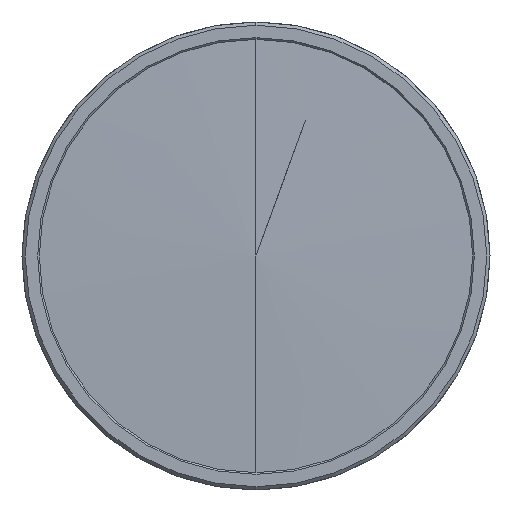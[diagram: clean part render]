
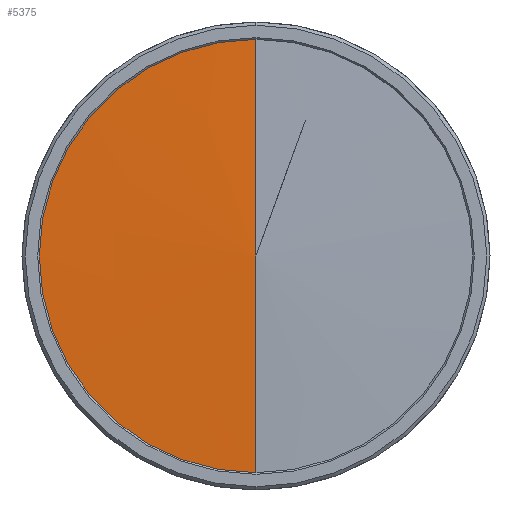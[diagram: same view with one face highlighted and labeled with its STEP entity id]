
A CAD part, left-side view. The second image highlights one B-rep face of the part: STEP entity #5375.
In plain terms, the highlighted conical face has half-angle 88.292 degrees and reference radius 69.012 mm.
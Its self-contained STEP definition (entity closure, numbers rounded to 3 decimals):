
#24 = AXIS2_PLACEMENT_3D ( 'NONE', #5247, #135, #3879 ) ;
#94 = CARTESIAN_POINT ( 'NONE',  ( 0., 0., 0. ) ) ;
#135 = DIRECTION ( 'NONE',  ( 1., 0., 0. ) ) ;
#145 = CARTESIAN_POINT ( 'NONE',  ( 2.058, 0., 69.012 ) ) ;
#447 = ORIENTED_EDGE ( 'NONE', *, *, #890, .F. ) ;
#462 = ORIENTED_EDGE ( 'NONE', *, *, #3266, .F. ) ;
#482 = CARTESIAN_POINT ( 'NONE',  ( 1.96, 0., 65.75 ) ) ;
#620 = DIRECTION ( 'NONE',  ( 0.03, 0., 1. ) ) ;
#697 = EDGE_LOOP ( 'NONE', ( #447, #2657, #462, #2674 ) ) ;
#735 = VERTEX_POINT ( 'NONE', #5429 ) ;
#756 = DIRECTION ( 'NONE',  ( 0.03, 0., -1. ) ) ;
#775 = VERTEX_POINT ( 'NONE', #4475 ) ;
#832 = DIRECTION ( 'NONE',  ( 1., 0., 0. ) ) ;
#870 = CARTESIAN_POINT ( 'NONE',  ( 1.96, 0., 0. ) ) ;
#890 = EDGE_CURVE ( 'NONE', #1327, #775, #5570, .T. ) ;
#1327 = VERTEX_POINT ( 'NONE', #94 ) ;
#2227 = EDGE_CURVE ( 'NONE', #775, #735, #3714, .T. ) ;
#2338 = CIRCLE ( 'NONE', #3375, 65.75 ) ;
#2355 = AXIS2_PLACEMENT_3D ( 'NONE', #870, #832, #3880 ) ;
#2383 = CARTESIAN_POINT ( 'NONE',  ( 2.058, 0., -69.012 ) ) ;
#2657 = ORIENTED_EDGE ( 'NONE', *, *, #3015, .T. ) ;
#2674 = ORIENTED_EDGE ( 'NONE', *, *, #2227, .F. ) ;
#2891 = VERTEX_POINT ( 'NONE', #482 ) ;
#2928 = DIRECTION ( 'NONE',  ( 1., 0., 0. ) ) ;
#3015 = EDGE_CURVE ( 'NONE', #1327, #2891, #4256, .T. ) ;
#3266 = EDGE_CURVE ( 'NONE', #735, #2891, #2338, .T. ) ;
#3375 = AXIS2_PLACEMENT_3D ( 'NONE', #5122, #2928, #3800 ) ;
#3509 = VECTOR ( 'NONE', #756, 1000. ) ;
#3714 = CIRCLE ( 'NONE', #2355, 65.75 ) ;
#3800 = DIRECTION ( 'NONE',  ( 0., 0., -1. ) ) ;
#3879 = DIRECTION ( 'NONE',  ( 0., 0., -1. ) ) ;
#3880 = DIRECTION ( 'NONE',  ( 0., 0., -1. ) ) ;
#4256 = LINE ( 'NONE', #145, #5280 ) ;
#4475 = CARTESIAN_POINT ( 'NONE',  ( 1.96, 0., -65.75 ) ) ;
#5121 = CONICAL_SURFACE ( 'NONE', #24, 69.012, 1.541 ) ;
#5122 = CARTESIAN_POINT ( 'NONE',  ( 1.96, 0., 0. ) ) ;
#5247 = CARTESIAN_POINT ( 'NONE',  ( 2.058, 0., 0. ) ) ;
#5280 = VECTOR ( 'NONE', #620, 1000. ) ;
#5375 = ADVANCED_FACE ( 'NONE', ( #5461 ), #5121, .T. ) ;
#5429 = CARTESIAN_POINT ( 'NONE',  ( 1.96, 65.75, 0. ) ) ;
#5461 = FACE_OUTER_BOUND ( 'NONE', #697, .T. ) ;
#5570 = LINE ( 'NONE', #2383, #3509 ) ;
